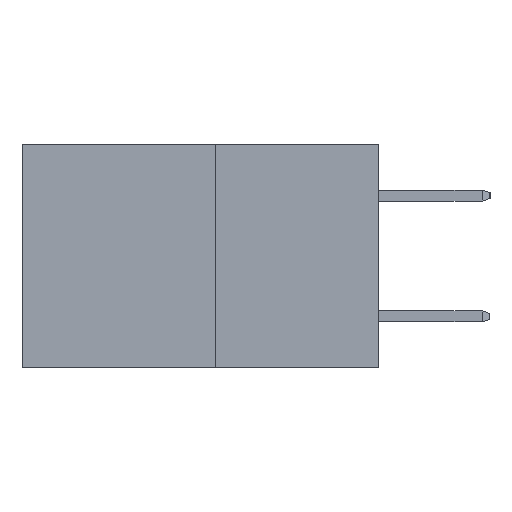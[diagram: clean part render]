
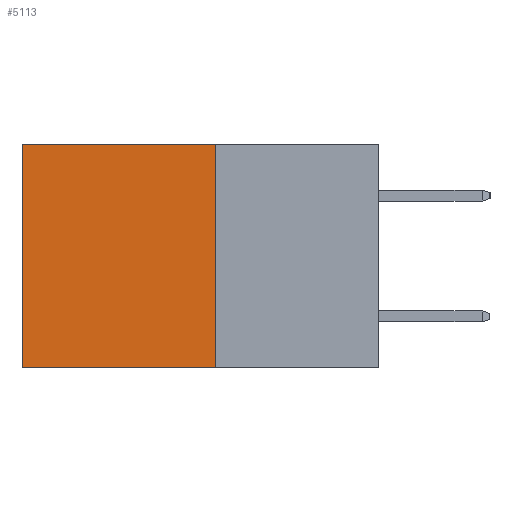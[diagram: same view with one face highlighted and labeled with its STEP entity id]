
A CAD part, left-side view. The second image highlights one B-rep face of the part: STEP entity #5113.
In plain terms, the highlighted planar face has unit normal (-1, 0, 0).
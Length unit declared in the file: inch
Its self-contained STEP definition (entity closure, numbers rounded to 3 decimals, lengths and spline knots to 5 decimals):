
#275 = VERTEX_POINT ( 'NONE', #8746 ) ;
#514 = DIRECTION ( 'NONE',  ( 0., 1., 0. ) ) ;
#950 = CARTESIAN_POINT ( 'NONE',  ( 0.277, 0.27, 0. ) ) ;
#1175 = ORIENTED_EDGE ( 'NONE', *, *, #2308, .F. ) ;
#1263 = EDGE_CURVE ( 'NONE', #7706, #6007, #2489, .T. ) ;
#1602 = CARTESIAN_POINT ( 'NONE',  ( 0.277, 0.27, -0.37 ) ) ;
#1639 = ORIENTED_EDGE ( 'NONE', *, *, #7857, .T. ) ;
#1667 = VECTOR ( 'NONE', #5593, 39.37008 ) ;
#2306 = CARTESIAN_POINT ( 'NONE',  ( 0.277, 0.59, -0.37 ) ) ;
#2308 = EDGE_CURVE ( 'NONE', #7706, #275, #7515, .T. ) ;
#2489 = LINE ( 'NONE', #950, #2710 ) ;
#2710 = VECTOR ( 'NONE', #514, 39.37008 ) ;
#2817 = VECTOR ( 'NONE', #7826, 39.37008 ) ;
#3597 = LINE ( 'NONE', #8264, #1667 ) ;
#4090 = ORIENTED_EDGE ( 'NONE', *, *, #8884, .F. ) ;
#4714 = LINE ( 'NONE', #2306, #2817 ) ;
#4811 = CARTESIAN_POINT ( 'NONE',  ( 0.277, 0.59, -0.37 ) ) ;
#4855 = FACE_OUTER_BOUND ( 'NONE', #8351, .T. ) ;
#5113 = ADVANCED_FACE ( 'NONE', ( #4855 ), #8152, .F. ) ;
#5182 = DIRECTION ( 'NONE',  ( 0., 0., -1. ) ) ;
#5230 = DIRECTION ( 'NONE',  ( 1., 0., 0. ) ) ;
#5422 = CARTESIAN_POINT ( 'NONE',  ( 0.277, 0.27, -0.37 ) ) ;
#5503 = VERTEX_POINT ( 'NONE', #4811 ) ;
#5593 = DIRECTION ( 'NONE',  ( 0., 1., 0. ) ) ;
#6007 = VERTEX_POINT ( 'NONE', #8080 ) ;
#6303 = CARTESIAN_POINT ( 'NONE',  ( 0.277, 0.27, 0. ) ) ;
#7077 = VECTOR ( 'NONE', #7399, 39.37008 ) ;
#7300 = AXIS2_PLACEMENT_3D ( 'NONE', #5422, #5230, #5182 ) ;
#7399 = DIRECTION ( 'NONE',  ( 0., 0., -1. ) ) ;
#7515 = LINE ( 'NONE', #1602, #7077 ) ;
#7706 = VERTEX_POINT ( 'NONE', #6303 ) ;
#7826 = DIRECTION ( 'NONE',  ( 0., 0., -1. ) ) ;
#7857 = EDGE_CURVE ( 'NONE', #6007, #5503, #4714, .T. ) ;
#8080 = CARTESIAN_POINT ( 'NONE',  ( 0.277, 0.59, 0. ) ) ;
#8152 = PLANE ( 'NONE',  #7300 ) ;
#8264 = CARTESIAN_POINT ( 'NONE',  ( 0.277, 0.27, -0.37 ) ) ;
#8351 = EDGE_LOOP ( 'NONE', ( #1639, #4090, #1175, #8437 ) ) ;
#8437 = ORIENTED_EDGE ( 'NONE', *, *, #1263, .T. ) ;
#8746 = CARTESIAN_POINT ( 'NONE',  ( 0.277, 0.27, -0.37 ) ) ;
#8884 = EDGE_CURVE ( 'NONE', #275, #5503, #3597, .T. ) ;
